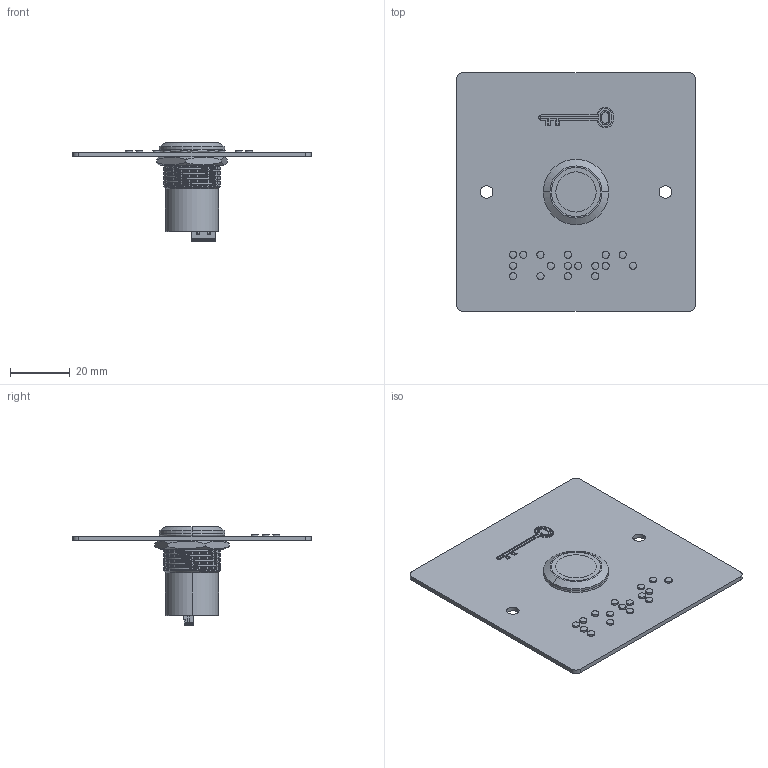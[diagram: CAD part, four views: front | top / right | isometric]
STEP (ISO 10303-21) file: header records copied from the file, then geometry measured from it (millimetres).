
FILE_DESCRIPTION (( 'STEP AP214' ), '1' );
FILE_NAME ('PB19IRL_STPALL.STEP', '2023-06-08T08:57:01', ( '' ), ( '' ), 'SwSTEP 2.0', 'SolidWorks 2020', '' );
FILE_SCHEMA (( 'AUTOMOTIVE_DESIGN' ));
Length unit declared in the file: millimetre
Products named in the file (10): PRT_PP0489-RUBBER RING_COMPRESSE; PRT_FP0319-NUT M19; PRT_510210500; PRT_TC33_SUBST1; PRT_MP1305-PB19IR; PRT_530470560; MP0402-MORTICE FACE_MP0402-BRAILLE PORTE + CLE - PBP19_B; ASM_AS0355-PB19IR_SANS FILS; PB19IRL_STPALL; RESINE^ASM_AS0355-PB19IR
Assembly tree (10 placements, depth 3):
  PB19IRL_STPALL
    MP0402-MORTICE FACE_MP0402-BRAILLE PORTE + CLE - PBP19_B
    ASM_AS0355-PB19IR_SANS FILS
      PRT_MP1305-PB19IR
      PRT_FP0319-NUT M19
      PRT_PP0489-RUBBER RING_COMPRESSE
      PRT_530470560
      PRT_510210500
      PRT_TC33_SUBST1  x2
      RESINE^ASM_AS0355-PB19IR
Bounding box: 80 x 80 x 33.2 mm (x, y, z)
Volume: 17477.2 mm3; surface area: 17780.6 mm2
Topology: 13 solids, 13 shells, 1070 faces, 2890 edges, 1875 vertices
Faces by surface type: plane 665, bspline 183, cylinder 146, torus 66, cone 10
Entity records: 38830 total; most frequent: CARTESIAN_POINT 16654, ORIENTED_EDGE 4718, DIRECTION 3595, EDGE_CURVE 2359, VECTOR 1657, LINE 1657, VERTEX_POINT 1529, EDGE_LOOP 978
